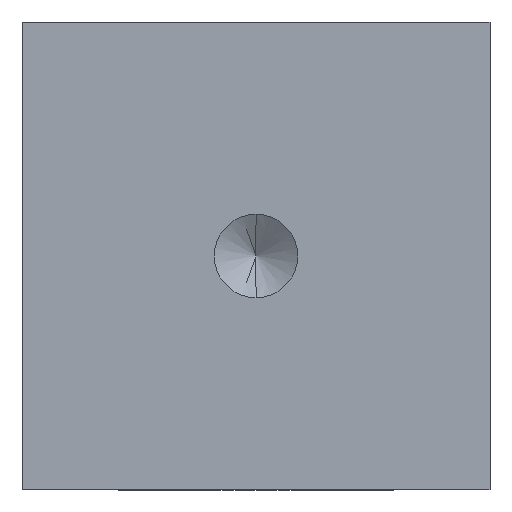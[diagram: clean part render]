
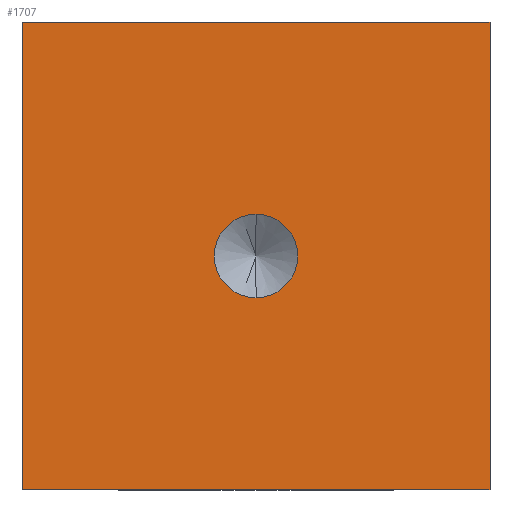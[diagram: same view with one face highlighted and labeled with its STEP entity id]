
A CAD part, front view. The second image highlights one B-rep face of the part: STEP entity #1707.
In plain terms, the highlighted planar face has unit normal (0, -1, 0).
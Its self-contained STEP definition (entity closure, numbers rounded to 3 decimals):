
#32 = VERTEX_POINT ( 'NONE', #333 ) ;
#118 = CARTESIAN_POINT ( 'NONE',  ( 12.7, 0., 0. ) ) ;
#123 = CARTESIAN_POINT ( 'NONE',  ( 0., 0., 0. ) ) ;
#128 = CARTESIAN_POINT ( 'NONE',  ( 12.7, 0., 0. ) ) ;
#177 = VECTOR ( 'NONE', #496, 1000. ) ;
#333 = CARTESIAN_POINT ( 'NONE',  ( 12.7, 0., 12.7 ) ) ;
#425 = ORIENTED_EDGE ( 'NONE', *, *, #2831, .F. ) ;
#443 = VERTEX_POINT ( 'NONE', #2116 ) ;
#496 = DIRECTION ( 'NONE',  ( -1., 0., 0. ) ) ;
#542 = CARTESIAN_POINT ( 'NONE',  ( 0., 0., 0. ) ) ;
#661 = VECTOR ( 'NONE', #1601, 1000. ) ;
#719 = DIRECTION ( 'NONE',  ( 0., 0., -1. ) ) ;
#748 = DIRECTION ( 'NONE',  ( 0., 0., -1. ) ) ;
#998 = EDGE_CURVE ( 'NONE', #2539, #1755, #1916, .T. ) ;
#1222 = CIRCLE ( 'NONE', #3023, 1.13 ) ;
#1272 = ORIENTED_EDGE ( 'NONE', *, *, #998, .F. ) ;
#1287 = EDGE_LOOP ( 'NONE', ( #1301, #1959 ) ) ;
#1300 = EDGE_LOOP ( 'NONE', ( #425, #1272, #2926, #1386 ) ) ;
#1301 = ORIENTED_EDGE ( 'NONE', *, *, #1323, .F. ) ;
#1320 = LINE ( 'NONE', #128, #2633 ) ;
#1323 = EDGE_CURVE ( 'NONE', #2622, #443, #1222, .T. ) ;
#1386 = ORIENTED_EDGE ( 'NONE', *, *, #2789, .F. ) ;
#1398 = EDGE_CURVE ( 'NONE', #32, #2539, #1320, .T. ) ;
#1421 = VECTOR ( 'NONE', #1861, 1000. ) ;
#1471 = DIRECTION ( 'NONE',  ( 0., 0., 1. ) ) ;
#1601 = DIRECTION ( 'NONE',  ( 0., 0., 1. ) ) ;
#1628 = LINE ( 'NONE', #2535, #661 ) ;
#1639 = DIRECTION ( 'NONE',  ( 0., -1., 0. ) ) ;
#1707 = ADVANCED_FACE ( 'NONE', ( #2687, #2225 ), #2704, .F. ) ;
#1755 = VERTEX_POINT ( 'NONE', #1926 ) ;
#1771 = CARTESIAN_POINT ( 'NONE',  ( 6.35, 0., 5.22 ) ) ;
#1801 = AXIS2_PLACEMENT_3D ( 'NONE', #123, #2917, #1471 ) ;
#1828 = CARTESIAN_POINT ( 'NONE',  ( 0., 0., 12.7 ) ) ;
#1852 = CIRCLE ( 'NONE', #2046, 1.13 ) ;
#1861 = DIRECTION ( 'NONE',  ( 1., 0., 0. ) ) ;
#1916 = LINE ( 'NONE', #542, #177 ) ;
#1926 = CARTESIAN_POINT ( 'NONE',  ( 0., 0., 0. ) ) ;
#1959 = ORIENTED_EDGE ( 'NONE', *, *, #2082, .F. ) ;
#1962 = DIRECTION ( 'NONE',  ( 0., 0., -1. ) ) ;
#1996 = CARTESIAN_POINT ( 'NONE',  ( 0., 0., 12.7 ) ) ;
#2046 = AXIS2_PLACEMENT_3D ( 'NONE', #2282, #2799, #719 ) ;
#2082 = EDGE_CURVE ( 'NONE', #443, #2622, #1852, .T. ) ;
#2116 = CARTESIAN_POINT ( 'NONE',  ( 6.35, 0., 7.48 ) ) ;
#2225 = FACE_OUTER_BOUND ( 'NONE', #1300, .T. ) ;
#2282 = CARTESIAN_POINT ( 'NONE',  ( 6.35, 0., 6.35 ) ) ;
#2402 = VERTEX_POINT ( 'NONE', #1996 ) ;
#2405 = CARTESIAN_POINT ( 'NONE',  ( 6.35, 0., 6.35 ) ) ;
#2535 = CARTESIAN_POINT ( 'NONE',  ( 0., 0., 0. ) ) ;
#2539 = VERTEX_POINT ( 'NONE', #118 ) ;
#2582 = LINE ( 'NONE', #1828, #1421 ) ;
#2622 = VERTEX_POINT ( 'NONE', #1771 ) ;
#2633 = VECTOR ( 'NONE', #1962, 1000. ) ;
#2687 = FACE_BOUND ( 'NONE', #1287, .T. ) ;
#2704 = PLANE ( 'NONE',  #1801 ) ;
#2789 = EDGE_CURVE ( 'NONE', #2402, #32, #2582, .T. ) ;
#2799 = DIRECTION ( 'NONE',  ( 0., -1., 0. ) ) ;
#2831 = EDGE_CURVE ( 'NONE', #1755, #2402, #1628, .T. ) ;
#2917 = DIRECTION ( 'NONE',  ( 0., 1., 0. ) ) ;
#2926 = ORIENTED_EDGE ( 'NONE', *, *, #1398, .F. ) ;
#3023 = AXIS2_PLACEMENT_3D ( 'NONE', #2405, #1639, #748 ) ;
